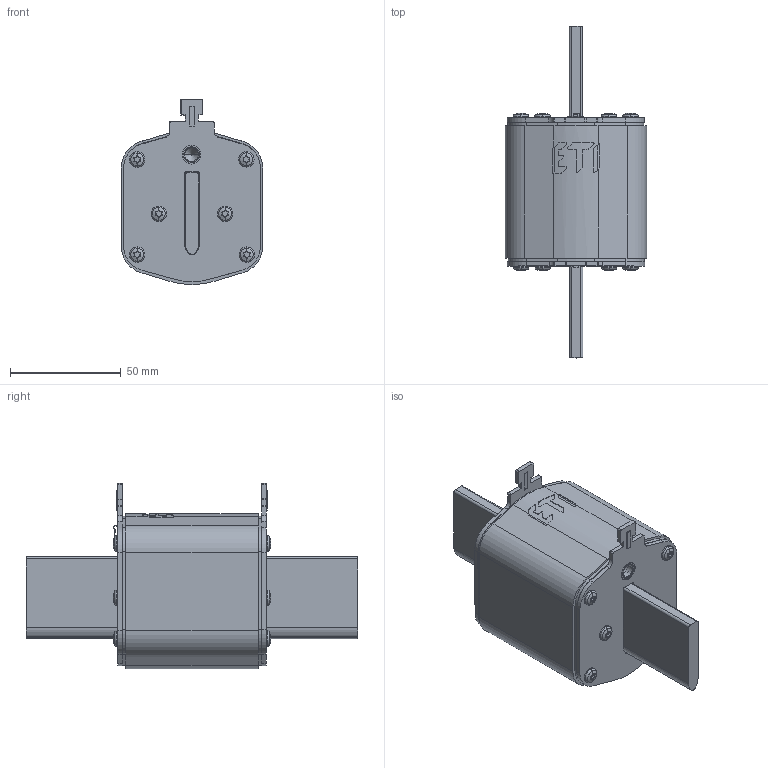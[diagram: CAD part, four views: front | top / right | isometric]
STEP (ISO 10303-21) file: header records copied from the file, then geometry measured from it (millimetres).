
FILE_DESCRIPTION((''),'2;1');
FILE_NAME('004715230_ASM','2022-08-09T09:23:07',('said.beganovic'),('Audax d.o.o.'),'CREO PARAMETRIC BY PTC INC, 2021304','CREO PARAMETRIC BY PTC INC, 2021304','');
FILE_SCHEMA(('AUTOMOTIVE_DESIGN { 1 0 10303 214 1 1 1 1 }'));
Length unit declared in the file: millimetre
Products named in the file (11): 0000019741_1; 0000019100_2-7618; 0000019000_AF0_1; 0000019002_AF0_2; 0000019019_ASM_1_ASM; 0000019041_1; 0000031301_1; 0000016201_1; 0000017080_1; 004715230_ASM_2_ASM; 004715230_ASM
Assembly tree (25 placements, depth 4):
  004715230_ASM
    004715230_ASM_2_ASM
      0000019741_1
      0000019100_2-7618  x2
      0000019019_ASM_1_ASM  x2
        0000019000_AF0_1
        0000019002_AF0_2
      0000019041_1  x2
      0000031301_1  x12
      0000016201_1
      0000017080_1  x2
Bounding box: 64 x 150 x 83.66 mm (x, y, z)
Volume: 298352.2 mm3; surface area: 76996.8 mm2
Topology: 24 solids, 48 shells, 829 faces, 2390 edges, 1606 vertices
Faces by surface type: cylinder 448, plane 241, torus 64, bspline 28, cone 24, sphere 24
Entity records: 19652 total; most frequent: CARTESIAN_POINT 3791, DIRECTION 1980, ORIENTED_EDGE 1842, EDGE_CURVE 944, AXIS2_PLACEMENT_3D 756, PRESENTATION_STYLE_ASSIGNMENT 685, VERTEX_POINT 637, STYLED_ITEM 632
